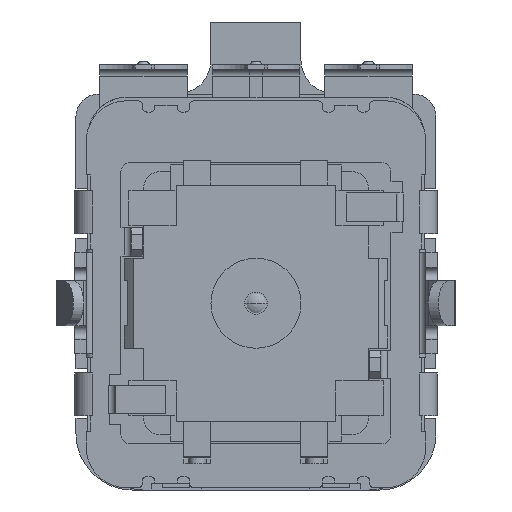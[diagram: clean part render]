
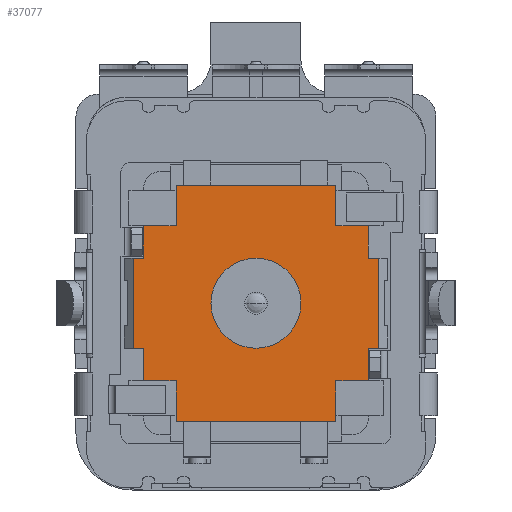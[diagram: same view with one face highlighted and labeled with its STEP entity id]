
A CAD part, left-side view. The second image highlights one B-rep face of the part: STEP entity #37077.
In plain terms, the highlighted face is planar.
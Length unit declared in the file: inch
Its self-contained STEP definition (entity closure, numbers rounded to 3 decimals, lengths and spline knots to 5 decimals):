
#34223=DIRECTION('',(0.,0.,1.));
#34224=VECTOR('',#34223,4.);
#34225=CARTESIAN_POINT('',(-5.46,2.19,-2.));
#34226=LINE('',#34225,#34224);
#34231=DIRECTION('',(-1.,0.,0.));
#34232=VECTOR('',#34231,0.46);
#34233=CARTESIAN_POINT('',(5.46,2.19,2.));
#34234=LINE('',#34233,#34232);
#34235=DIRECTION('',(0.,0.,1.));
#34236=VECTOR('',#34235,1.45);
#34237=CARTESIAN_POINT('',(5.,2.19,2.));
#34238=LINE('',#34237,#34236);
#34239=DIRECTION('',(1.,0.,0.));
#34240=VECTOR('',#34239,1.45);
#34241=CARTESIAN_POINT('',(3.55,2.19,3.45));
#34242=LINE('',#34241,#34240);
#34243=DIRECTION('',(-1.,0.,0.));
#34244=VECTOR('',#34243,1.45);
#34245=CARTESIAN_POINT('',(-3.55,2.19,3.45));
#34246=LINE('',#34245,#34244);
#34247=DIRECTION('',(0.,0.,1.));
#34248=VECTOR('',#34247,1.45);
#34249=CARTESIAN_POINT('',(-5.,2.19,2.));
#34250=LINE('',#34249,#34248);
#34251=DIRECTION('',(1.,0.,0.));
#34252=VECTOR('',#34251,0.46);
#34253=CARTESIAN_POINT('',(-5.46,2.19,2.));
#34254=LINE('',#34253,#34252);
#34255=DIRECTION('',(1.,0.,0.));
#34256=VECTOR('',#34255,0.46);
#34257=CARTESIAN_POINT('',(-5.46,2.19,-2.));
#34258=LINE('',#34257,#34256);
#34259=DIRECTION('',(0.,0.,-1.));
#34260=VECTOR('',#34259,1.45);
#34261=CARTESIAN_POINT('',(-5.,2.19,-2.));
#34262=LINE('',#34261,#34260);
#34263=DIRECTION('',(-1.,0.,0.));
#34264=VECTOR('',#34263,1.45);
#34265=CARTESIAN_POINT('',(-3.55,2.19,-3.45));
#34266=LINE('',#34265,#34264);
#34267=DIRECTION('',(1.,0.,0.));
#34268=VECTOR('',#34267,1.45);
#34269=CARTESIAN_POINT('',(3.55,2.19,-3.45));
#34270=LINE('',#34269,#34268);
#34271=DIRECTION('',(0.,0.,-1.));
#34272=VECTOR('',#34271,1.45);
#34273=CARTESIAN_POINT('',(5.,2.19,-2.));
#34274=LINE('',#34273,#34272);
#34275=DIRECTION('',(-1.,0.,0.));
#34276=VECTOR('',#34275,0.46);
#34277=CARTESIAN_POINT('',(5.46,2.19,-2.));
#34278=LINE('',#34277,#34276);
#34279=CARTESIAN_POINT('',(0.,2.19,0.));
#34280=DIRECTION('',(0.,1.,0.));
#34281=DIRECTION('',(1.,0.,0.));
#34282=AXIS2_PLACEMENT_3D('',#34279,#34280,#34281);
#34284=CARTESIAN_POINT('',(0.,2.19,0.));
#34285=DIRECTION('',(0.,1.,0.));
#34286=DIRECTION('',(-1.,0.,0.));
#34287=AXIS2_PLACEMENT_3D('',#34284,#34285,#34286);
#34303=DIRECTION('',(0.,0.,-1.));
#34304=VECTOR('',#34303,4.);
#34305=CARTESIAN_POINT('',(5.46,2.19,2.));
#34306=LINE('',#34305,#34304);
#34363=DIRECTION('',(0.,0.,1.));
#34364=VECTOR('',#34363,1.8);
#34365=CARTESIAN_POINT('',(3.55,2.19,3.45));
#34366=LINE('',#34365,#34364);
#34665=DIRECTION('',(-1.,0.,0.));
#34666=VECTOR('',#34665,7.1);
#34667=CARTESIAN_POINT('',(3.55,2.19,5.25));
#34668=LINE('',#34667,#34666);
#34827=DIRECTION('',(0.,0.,1.));
#34828=VECTOR('',#34827,1.8);
#34829=CARTESIAN_POINT('',(-3.55,2.19,3.45));
#34830=LINE('',#34829,#34828);
#35017=DIRECTION('',(0.,0.,-1.));
#35018=VECTOR('',#35017,1.8);
#35019=CARTESIAN_POINT('',(3.55,2.19,-3.45));
#35020=LINE('',#35019,#35018);
#35025=DIRECTION('',(-1.,0.,0.));
#35026=VECTOR('',#35025,7.1);
#35027=CARTESIAN_POINT('',(3.55,2.19,-5.25));
#35028=LINE('',#35027,#35026);
#35053=DIRECTION('',(0.,0.,-1.));
#35054=VECTOR('',#35053,1.8);
#35055=CARTESIAN_POINT('',(-3.55,2.19,-3.45));
#35056=LINE('',#35055,#35054);
#36021=CARTESIAN_POINT('',(5.,2.19,-2.));
#36022=VERTEX_POINT('',#36021);
#36043=CARTESIAN_POINT('',(3.55,2.19,-3.45));
#36044=CARTESIAN_POINT('',(5.,2.19,-3.45));
#36045=VERTEX_POINT('',#36043);
#36046=VERTEX_POINT('',#36044);
#36063=CARTESIAN_POINT('',(5.46,2.19,-2.));
#36064=VERTEX_POINT('',#36063);
#36079=CARTESIAN_POINT('',(3.55,2.19,-5.25));
#36080=VERTEX_POINT('',#36079);
#36123=CARTESIAN_POINT('',(-5.,2.19,-2.));
#36124=VERTEX_POINT('',#36123);
#36145=CARTESIAN_POINT('',(-3.55,2.19,-3.45));
#36146=CARTESIAN_POINT('',(-5.,2.19,-3.45));
#36147=VERTEX_POINT('',#36145);
#36148=VERTEX_POINT('',#36146);
#36165=CARTESIAN_POINT('',(-5.46,2.19,-2.));
#36166=VERTEX_POINT('',#36165);
#36175=CARTESIAN_POINT('',(-3.55,2.19,-5.25));
#36177=VERTEX_POINT('',#36175);
#36221=CARTESIAN_POINT('',(5.,2.19,2.));
#36222=VERTEX_POINT('',#36221);
#36243=CARTESIAN_POINT('',(3.55,2.19,3.45));
#36244=CARTESIAN_POINT('',(5.,2.19,3.45));
#36245=VERTEX_POINT('',#36243);
#36246=VERTEX_POINT('',#36244);
#36263=CARTESIAN_POINT('',(5.46,2.19,2.));
#36264=VERTEX_POINT('',#36263);
#36273=CARTESIAN_POINT('',(3.55,2.19,5.25));
#36275=VERTEX_POINT('',#36273);
#36311=CARTESIAN_POINT('',(-5.,2.19,2.));
#36312=VERTEX_POINT('',#36311);
#36333=CARTESIAN_POINT('',(-3.55,2.19,3.45));
#36334=CARTESIAN_POINT('',(-5.,2.19,3.45));
#36335=VERTEX_POINT('',#36333);
#36336=VERTEX_POINT('',#36334);
#36353=CARTESIAN_POINT('',(-5.46,2.19,2.));
#36354=VERTEX_POINT('',#36353);
#36363=CARTESIAN_POINT('',(-3.55,2.19,5.25));
#36365=VERTEX_POINT('',#36363);
#36395=CARTESIAN_POINT('',(2.,2.19,0.));
#36396=CARTESIAN_POINT('',(-2.,2.19,0.));
#36397=VERTEX_POINT('',#36395);
#36398=VERTEX_POINT('',#36396);
#37025=CARTESIAN_POINT('',(0.,2.19,0.));
#37026=DIRECTION('',(0.,1.,0.));
#37027=DIRECTION('',(1.,0.,0.));
#37028=AXIS2_PLACEMENT_3D('',#37025,#37026,#37027);
#37029=PLANE('',#37028);
#37031=ORIENTED_EDGE('',*,*,#37030,.F.);
#37033=ORIENTED_EDGE('',*,*,#37032,.T.);
#37035=ORIENTED_EDGE('',*,*,#37034,.T.);
#37037=ORIENTED_EDGE('',*,*,#37036,.F.);
#37039=ORIENTED_EDGE('',*,*,#37038,.T.);
#37041=ORIENTED_EDGE('',*,*,#37040,.T.);
#37043=ORIENTED_EDGE('',*,*,#37042,.F.);
#37045=ORIENTED_EDGE('',*,*,#37044,.T.);
#37047=ORIENTED_EDGE('',*,*,#37046,.F.);
#37049=ORIENTED_EDGE('',*,*,#37048,.F.);
#37050=ORIENTED_EDGE('',*,*,#37007,.F.);
#37052=ORIENTED_EDGE('',*,*,#37051,.T.);
#37054=ORIENTED_EDGE('',*,*,#37053,.T.);
#37056=ORIENTED_EDGE('',*,*,#37055,.F.);
#37058=ORIENTED_EDGE('',*,*,#37057,.T.);
#37060=ORIENTED_EDGE('',*,*,#37059,.F.);
#37062=ORIENTED_EDGE('',*,*,#37061,.F.);
#37064=ORIENTED_EDGE('',*,*,#37063,.T.);
#37066=ORIENTED_EDGE('',*,*,#37065,.F.);
#37068=ORIENTED_EDGE('',*,*,#37067,.F.);
#37069=EDGE_LOOP('',(#37031,#37033,#37035,#37037,#37039,#37041,#37043,#37045,
#37047,#37049,#37050,#37052,#37054,#37056,#37058,#37060,#37062,#37064,#37066,
#37068));
#37070=FACE_OUTER_BOUND('',#37069,.F.);
#37072=ORIENTED_EDGE('',*,*,#37071,.T.);
#37074=ORIENTED_EDGE('',*,*,#37073,.T.);
#37075=EDGE_LOOP('',(#37072,#37074));
#37076=FACE_BOUND('',#37075,.F.);
#34283=CIRCLE('',#34282,2.);
#34288=CIRCLE('',#34287,2.);
#37007=EDGE_CURVE('',#36166,#36354,#34226,.T.);
#37030=EDGE_CURVE('',#36264,#36064,#34306,.T.);
#37032=EDGE_CURVE('',#36264,#36222,#34234,.T.);
#37034=EDGE_CURVE('',#36222,#36246,#34238,.T.);
#37036=EDGE_CURVE('',#36245,#36246,#34242,.T.);
#37038=EDGE_CURVE('',#36245,#36275,#34366,.T.);
#37040=EDGE_CURVE('',#36275,#36365,#34668,.T.);
#37042=EDGE_CURVE('',#36335,#36365,#34830,.T.);
#37044=EDGE_CURVE('',#36335,#36336,#34246,.T.);
#37046=EDGE_CURVE('',#36312,#36336,#34250,.T.);
#37048=EDGE_CURVE('',#36354,#36312,#34254,.T.);
#37051=EDGE_CURVE('',#36166,#36124,#34258,.T.);
#37053=EDGE_CURVE('',#36124,#36148,#34262,.T.);
#37055=EDGE_CURVE('',#36147,#36148,#34266,.T.);
#37057=EDGE_CURVE('',#36147,#36177,#35056,.T.);
#37059=EDGE_CURVE('',#36080,#36177,#35028,.T.);
#37061=EDGE_CURVE('',#36045,#36080,#35020,.T.);
#37063=EDGE_CURVE('',#36045,#36046,#34270,.T.);
#37065=EDGE_CURVE('',#36022,#36046,#34274,.T.);
#37067=EDGE_CURVE('',#36064,#36022,#34278,.T.);
#37071=EDGE_CURVE('',#36397,#36398,#34283,.T.);
#37073=EDGE_CURVE('',#36398,#36397,#34288,.T.);
#37077=ADVANCED_FACE('',(#37070,#37076),#37029,.T.);
